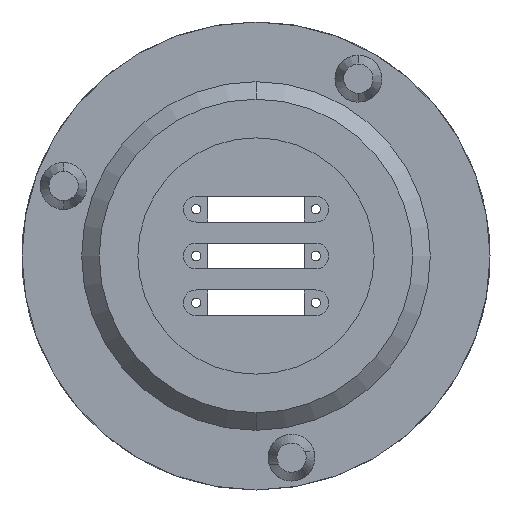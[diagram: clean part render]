
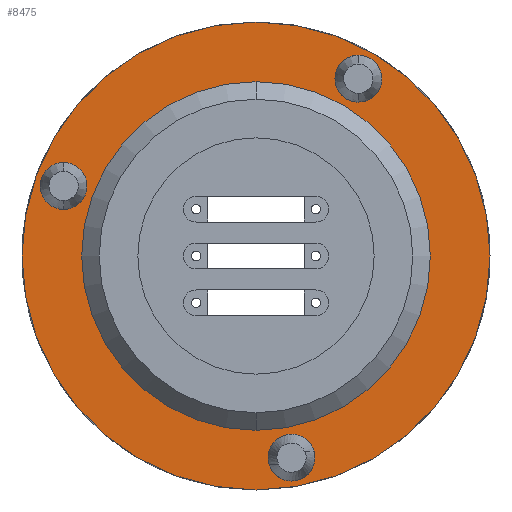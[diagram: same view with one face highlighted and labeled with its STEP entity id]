
A CAD part, front view. The second image highlights one B-rep face of the part: STEP entity #8475.
In plain terms, the highlighted planar face has unit normal (0, -1, 0).
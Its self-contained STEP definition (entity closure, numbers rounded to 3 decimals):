
#51 = EDGE_LOOP ( 'NONE', ( #4114, #4721 ) ) ;
#173 = CIRCLE ( 'NONE', #3065, 4. ) ;
#230 = EDGE_LOOP ( 'NONE', ( #5566, #4680 ) ) ;
#370 = DIRECTION ( 'NONE',  ( 0., 0., 1. ) ) ;
#412 = EDGE_LOOP ( 'NONE', ( #9280, #7777 ) ) ;
#444 = CARTESIAN_POINT ( 'NONE',  ( -32.889, 25.7, 15.971 ) ) ;
#508 = DIRECTION ( 'NONE',  ( 0., 0., 1. ) ) ;
#613 = CARTESIAN_POINT ( 'NONE',  ( 0., 25.7, 0. ) ) ;
#648 = CIRCLE ( 'NONE', #4498, 29.8 ) ;
#662 = EDGE_CURVE ( 'NONE', #6751, #6674, #648, .T. ) ;
#667 = PLANE ( 'NONE',  #4433 ) ;
#973 = VERTEX_POINT ( 'NONE', #9345 ) ;
#1119 = CARTESIAN_POINT ( 'NONE',  ( 0., 25.7, 0. ) ) ;
#1259 = DIRECTION ( 'NONE',  ( 0., 1., 0. ) ) ;
#1391 = DIRECTION ( 'NONE',  ( 0., 0., 1. ) ) ;
#1406 = FACE_OUTER_BOUND ( 'NONE', #412, .T. ) ;
#1734 = CIRCLE ( 'NONE', #7303, 29.8 ) ;
#1736 = AXIS2_PLACEMENT_3D ( 'NONE', #3821, #9489, #3981 ) ;
#1765 = CARTESIAN_POINT ( 'NONE',  ( 0., 25.7, 0. ) ) ;
#1768 = EDGE_CURVE ( 'NONE', #6122, #5897, #6137, .T. ) ;
#1859 = AXIS2_PLACEMENT_3D ( 'NONE', #10101, #2061, #5283 ) ;
#2061 = DIRECTION ( 'NONE',  ( 0., -1., 0. ) ) ;
#2388 = VERTEX_POINT ( 'NONE', #4595 ) ;
#2390 = VERTEX_POINT ( 'NONE', #8618 ) ;
#2408 = DIRECTION ( 'NONE',  ( 0., 1., 0. ) ) ;
#2538 = CIRCLE ( 'NONE', #1859, 4. ) ;
#2620 = CARTESIAN_POINT ( 'NONE',  ( 6.078, 25.7, -34.468 ) ) ;
#2741 = CARTESIAN_POINT ( 'NONE',  ( 0., 25.7, 0. ) ) ;
#2747 = AXIS2_PLACEMENT_3D ( 'NONE', #2620, #5097, #9070 ) ;
#2751 = CARTESIAN_POINT ( 'NONE',  ( 0., 25.7, 29.8 ) ) ;
#2932 = CARTESIAN_POINT ( 'NONE',  ( -32.889, 25.7, 11.971 ) ) ;
#2956 = DIRECTION ( 'NONE',  ( 0., 0., 1. ) ) ;
#3065 = AXIS2_PLACEMENT_3D ( 'NONE', #6967, #10200, #2956 ) ;
#3510 = DIRECTION ( 'NONE',  ( 0., 0., 1. ) ) ;
#3549 = DIRECTION ( 'NONE',  ( 0., 1., 0. ) ) ;
#3766 = EDGE_CURVE ( 'NONE', #973, #2388, #9690, .T. ) ;
#3821 = CARTESIAN_POINT ( 'NONE',  ( 0., 25.7, 0. ) ) ;
#3897 = DIRECTION ( 'NONE',  ( 0., 1., 0. ) ) ;
#3981 = DIRECTION ( 'NONE',  ( 0., 0., 1. ) ) ;
#3995 = EDGE_LOOP ( 'NONE', ( #9452, #9215 ) ) ;
#4021 = VERTEX_POINT ( 'NONE', #5498 ) ;
#4114 = ORIENTED_EDGE ( 'NONE', *, *, #6802, .F. ) ;
#4433 = AXIS2_PLACEMENT_3D ( 'NONE', #613, #3897, #6333 ) ;
#4498 = AXIS2_PLACEMENT_3D ( 'NONE', #2741, #1259, #508 ) ;
#4595 = CARTESIAN_POINT ( 'NONE',  ( 0., 25.7, 40. ) ) ;
#4680 = ORIENTED_EDGE ( 'NONE', *, *, #8689, .T. ) ;
#4721 = ORIENTED_EDGE ( 'NONE', *, *, #8745, .F. ) ;
#4741 = FACE_BOUND ( 'NONE', #230, .T. ) ;
#4781 = AXIS2_PLACEMENT_3D ( 'NONE', #7475, #5936, #3510 ) ;
#5097 = DIRECTION ( 'NONE',  ( 0., -1., 0. ) ) ;
#5107 = AXIS2_PLACEMENT_3D ( 'NONE', #1119, #3549, #370 ) ;
#5283 = DIRECTION ( 'NONE',  ( 0., 0., 1. ) ) ;
#5291 = VERTEX_POINT ( 'NONE', #7474 ) ;
#5310 = DIRECTION ( 'NONE',  ( 0., -1., 0. ) ) ;
#5498 = CARTESIAN_POINT ( 'NONE',  ( 17.5, 25.7, 26.311 ) ) ;
#5566 = ORIENTED_EDGE ( 'NONE', *, *, #662, .T. ) ;
#5631 = AXIS2_PLACEMENT_3D ( 'NONE', #2932, #5310, #1391 ) ;
#5897 = VERTEX_POINT ( 'NONE', #444 ) ;
#5936 = DIRECTION ( 'NONE',  ( 0., -1., 0. ) ) ;
#5947 = CIRCLE ( 'NONE', #2747, 4. ) ;
#6122 = VERTEX_POINT ( 'NONE', #7443 ) ;
#6137 = CIRCLE ( 'NONE', #7328, 4. ) ;
#6333 = DIRECTION ( 'NONE',  ( 0., 0., 1. ) ) ;
#6674 = VERTEX_POINT ( 'NONE', #2751 ) ;
#6751 = VERTEX_POINT ( 'NONE', #6875 ) ;
#6802 = EDGE_CURVE ( 'NONE', #5291, #10208, #2538, .T. ) ;
#6875 = CARTESIAN_POINT ( 'NONE',  ( 0., 25.7, -29.8 ) ) ;
#6967 = CARTESIAN_POINT ( 'NONE',  ( 17.5, 25.7, 30.311 ) ) ;
#7069 = FACE_BOUND ( 'NONE', #3995, .T. ) ;
#7268 = DIRECTION ( 'NONE',  ( 0., 0., 1. ) ) ;
#7303 = AXIS2_PLACEMENT_3D ( 'NONE', #1765, #2408, #7268 ) ;
#7328 = AXIS2_PLACEMENT_3D ( 'NONE', #7398, #8345, #8136 ) ;
#7398 = CARTESIAN_POINT ( 'NONE',  ( -32.889, 25.7, 11.971 ) ) ;
#7443 = CARTESIAN_POINT ( 'NONE',  ( -32.889, 25.7, 7.971 ) ) ;
#7474 = CARTESIAN_POINT ( 'NONE',  ( 6.078, 25.7, -30.468 ) ) ;
#7475 = CARTESIAN_POINT ( 'NONE',  ( 17.5, 25.7, 30.311 ) ) ;
#7749 = FACE_BOUND ( 'NONE', #10269, .T. ) ;
#7777 = ORIENTED_EDGE ( 'NONE', *, *, #9204, .F. ) ;
#7896 = EDGE_CURVE ( 'NONE', #4021, #2390, #173, .T. ) ;
#8136 = DIRECTION ( 'NONE',  ( 0., 0., 1. ) ) ;
#8345 = DIRECTION ( 'NONE',  ( 0., -1., 0. ) ) ;
#8475 = ADVANCED_FACE ( 'NONE', ( #8597, #7749, #7069, #4741, #1406 ), #667, .F. ) ;
#8597 = FACE_BOUND ( 'NONE', #51, .T. ) ;
#8618 = CARTESIAN_POINT ( 'NONE',  ( 17.5, 25.7, 34.311 ) ) ;
#8689 = EDGE_CURVE ( 'NONE', #6674, #6751, #1734, .T. ) ;
#8745 = EDGE_CURVE ( 'NONE', #10208, #5291, #5947, .T. ) ;
#8748 = EDGE_CURVE ( 'NONE', #2390, #4021, #8997, .T. ) ;
#8793 = ORIENTED_EDGE ( 'NONE', *, *, #8748, .F. ) ;
#8843 = CIRCLE ( 'NONE', #5631, 4. ) ;
#8997 = CIRCLE ( 'NONE', #4781, 4. ) ;
#9070 = DIRECTION ( 'NONE',  ( 0., 0., 1. ) ) ;
#9204 = EDGE_CURVE ( 'NONE', #2388, #973, #9683, .T. ) ;
#9215 = ORIENTED_EDGE ( 'NONE', *, *, #1768, .F. ) ;
#9280 = ORIENTED_EDGE ( 'NONE', *, *, #3766, .F. ) ;
#9336 = CARTESIAN_POINT ( 'NONE',  ( 6.078, 25.7, -38.468 ) ) ;
#9345 = CARTESIAN_POINT ( 'NONE',  ( 0., 25.7, -40. ) ) ;
#9391 = ORIENTED_EDGE ( 'NONE', *, *, #7896, .F. ) ;
#9452 = ORIENTED_EDGE ( 'NONE', *, *, #10368, .F. ) ;
#9489 = DIRECTION ( 'NONE',  ( 0., 1., 0. ) ) ;
#9683 = CIRCLE ( 'NONE', #5107, 40. ) ;
#9690 = CIRCLE ( 'NONE', #1736, 40. ) ;
#10101 = CARTESIAN_POINT ( 'NONE',  ( 6.078, 25.7, -34.468 ) ) ;
#10200 = DIRECTION ( 'NONE',  ( 0., -1., 0. ) ) ;
#10208 = VERTEX_POINT ( 'NONE', #9336 ) ;
#10269 = EDGE_LOOP ( 'NONE', ( #8793, #9391 ) ) ;
#10368 = EDGE_CURVE ( 'NONE', #5897, #6122, #8843, .T. ) ;
